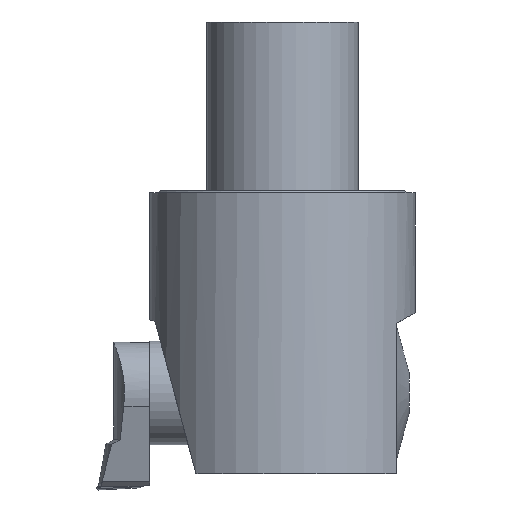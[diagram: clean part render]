
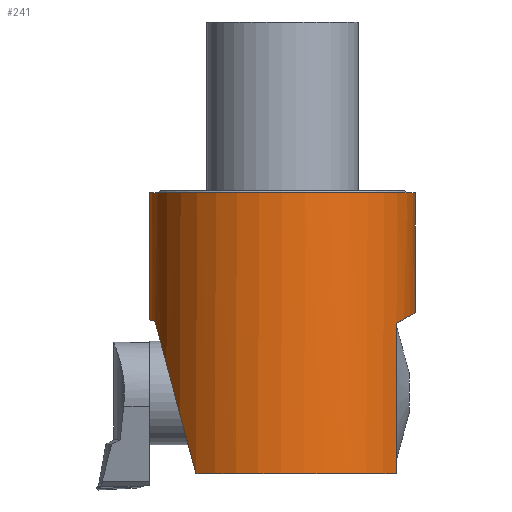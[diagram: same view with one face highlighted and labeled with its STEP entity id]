
A CAD part, front view. The second image highlights one B-rep face of the part: STEP entity #241.
In plain terms, the highlighted cylindrical face has radius 31.5 mm (diameter 63 mm), a full revolution.
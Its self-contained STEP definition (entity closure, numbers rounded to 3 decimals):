
#241=ADVANCED_FACE('240[2]',(#683,#684),#685,.T.);
#263=EDGE_CURVE('240[2]',#721,#722,#723,.T.);
#268=EDGE_CURVE('240[2]',#729,#730,#731,.T.);
#284=EDGE_CURVE('240[2]',#756,#756,#757,.T.);
#332=EDGE_CURVE('240[2]',#831,#832,#833,.T.);
#432=EDGE_CURVE('240[2]',#730,#721,#972,.T.);
#440=EDGE_CURVE('240[2]',#832,#984,#985,.T.);
#445=EDGE_CURVE('240[2]',#991,#722,#992,.T.);
#519=EDGE_CURVE('240[2]',#729,#984,#1083,.T.);
#587=EDGE_CURVE('240[2]',#991,#831,#1165,.T.);
#683=FACE_BOUND('',#1280,.T.);
#684=FACE_BOUND('',#1281,.T.);
#685=CYLINDRICAL_SURFACE('',#1282,31.5);
#721=VERTEX_POINT('',#1329);
#722=VERTEX_POINT('',#1330);
#723=LINE('',#1331,#1332);
#729=VERTEX_POINT('',#1340);
#730=VERTEX_POINT('',#1341);
#731=LINE('',#1342,#1343);
#756=VERTEX_POINT('',#1378);
#757=CIRCLE('',#1379,31.5);
#831=VERTEX_POINT('',#1512);
#832=VERTEX_POINT('',#1513);
#833=ELLIPSE('',#1514,32.611,31.5);
#972=ELLIPSE('',#1785,36.373,31.5);
#984=VERTEX_POINT('',#1804);
#985=ELLIPSE('',#1805,121.707,31.5);
#991=VERTEX_POINT('',#1813);
#992=CIRCLE('',#1814,31.5);
#1083=CIRCLE('',#1950,31.5);
#1165=ELLIPSE('',#2080,121.707,31.5);
#1280=EDGE_LOOP('',(#2226,#2227,#2228,#2229,#2230,#2231,#2232,#2233));
#1281=EDGE_LOOP('',(#2234));
#1282=AXIS2_PLACEMENT_3D('',#2235,#2236,#2237);
#1329=CARTESIAN_POINT('',(27.05,16.141,-31.5));
#1330=CARTESIAN_POINT('',(27.05,16.141,-67.2));
#1331=CARTESIAN_POINT('',(27.05,16.141,-49.35));
#1332=VECTOR('',#2282,1.0);
#1340=CARTESIAN_POINT('',(27.05,-16.141,-67.2));
#1341=CARTESIAN_POINT('',(27.05,-16.141,-31.5));
#1342=CARTESIAN_POINT('',(27.05,-16.141,-49.35));
#1343=VECTOR('',#2291,1.0);
#1378=CARTESIAN_POINT('',(-31.5,0.,-0.5));
#1379=AXIS2_PLACEMENT_3D('',#2315,#2316,#2317);
#1512=CARTESIAN_POINT('',(-30.2,8.956,-31.));
#1513=CARTESIAN_POINT('',(-30.2,-8.956,-31.));
#1514=AXIS2_PLACEMENT_3D('',#2394,#2395,#2396);
#1785=AXIS2_PLACEMENT_3D('',#2523,#2524,#2525);
#1804=CARTESIAN_POINT('',(-20.5,-23.916,-67.2));
#1805=AXIS2_PLACEMENT_3D('',#2529,#2530,#2531);
#1813=CARTESIAN_POINT('',(-20.5,23.916,-67.2));
#1814=AXIS2_PLACEMENT_3D('',#2537,#2538,#2539);
#1950=AXIS2_PLACEMENT_3D('',#2663,#2664,#2665);
#2080=AXIS2_PLACEMENT_3D('',#2767,#2768,#2769);
#2226=ORIENTED_EDGE('',*,*,#263,.T.);
#2227=ORIENTED_EDGE('',*,*,#445,.F.);
#2228=ORIENTED_EDGE('',*,*,#587,.T.);
#2229=ORIENTED_EDGE('',*,*,#332,.T.);
#2230=ORIENTED_EDGE('',*,*,#440,.T.);
#2231=ORIENTED_EDGE('',*,*,#519,.F.);
#2232=ORIENTED_EDGE('',*,*,#268,.T.);
#2233=ORIENTED_EDGE('',*,*,#432,.T.);
#2234=ORIENTED_EDGE('',*,*,#284,.T.);
#2235=CARTESIAN_POINT('',(0.,0.,-33.85));
#2236=DIRECTION('',(0.,0.,-1.0));
#2237=DIRECTION('',(-1.0,0.,0.));
#2282=DIRECTION('',(0.,0.,-1.0));
#2291=DIRECTION('',(0.,0.,1.0));
#2315=CARTESIAN_POINT('',(0.,0.,-0.5));
#2316=DIRECTION('',(0.,0.,-1.0));
#2317=DIRECTION('',(-1.0,0.,0.));
#2394=CARTESIAN_POINT('',(0.,0.,-39.092));
#2395=DIRECTION('',(0.259,0.,0.966));
#2396=DIRECTION('',(-0.966,0.,0.259));
#2523=CARTESIAN_POINT('',(0.,0.,-47.117));
#2524=DIRECTION('',(-0.5,0.,0.866));
#2525=DIRECTION('',(-0.866,0.,-0.5));
#2529=CARTESIAN_POINT('',(0.,0.,-143.708));
#2530=DIRECTION('',(0.966,0.,0.259));
#2531=DIRECTION('',(-0.259,0.,0.966));
#2537=CARTESIAN_POINT('',(0.,0.,-67.2));
#2538=DIRECTION('',(0.,0.,-1.0));
#2539=DIRECTION('',(-1.0,0.,0.));
#2663=CARTESIAN_POINT('',(0.,0.,-67.2));
#2664=DIRECTION('',(0.,0.,-1.0));
#2665=DIRECTION('',(-1.0,0.,0.));
#2767=CARTESIAN_POINT('',(0.,0.,-143.708));
#2768=DIRECTION('',(0.966,0.,0.259));
#2769=DIRECTION('',(-0.259,0.,0.966));
